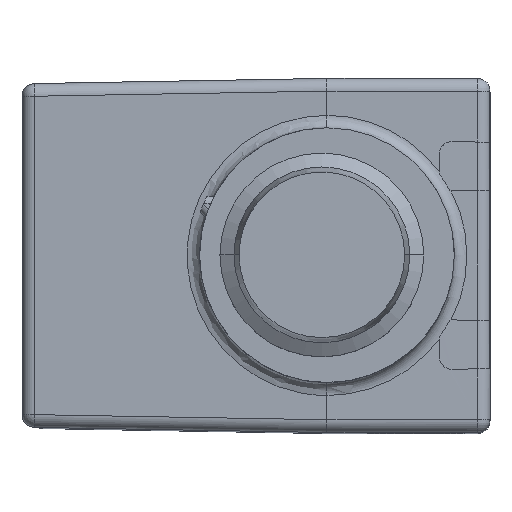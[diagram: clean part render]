
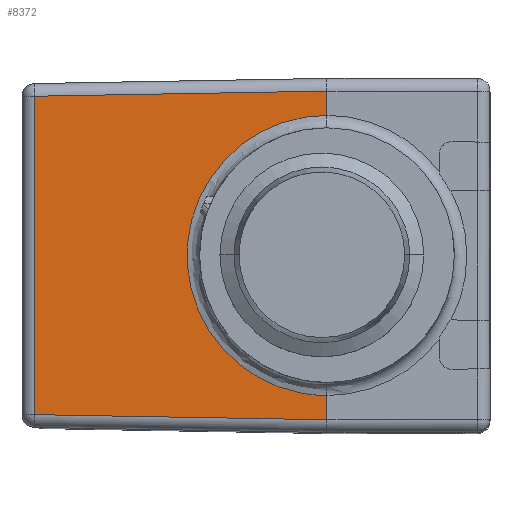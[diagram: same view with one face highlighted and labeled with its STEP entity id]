
A CAD part, top view. The second image highlights one B-rep face of the part: STEP entity #8372.
In plain terms, the highlighted planar face has unit normal (-0.018, 0, 1).
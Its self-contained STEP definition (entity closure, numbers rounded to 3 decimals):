
#2056=DIRECTION('',(0.,-1.,0.));
#2057=VECTOR('',#2056,12.499);
#2058=CARTESIAN_POINT('',(-14.98,6.25,22.2));
#2059=LINE('',#2058,#2057);
#2165=CARTESIAN_POINT('',(-3.5,5.5,22.4));
#2245=DIRECTION('',(0.,-1.,0.));
#2246=VECTOR('',#2245,0.95);
#2247=CARTESIAN_POINT('',(-3.5,-5.5,
22.4));
#2248=LINE('',#2247,#2246);
#2249=DIRECTION('',(-1.,0.017,-0.017));
#2250=VECTOR('',#2249,11.484);
#2251=CARTESIAN_POINT('',(-3.5,-6.45,
22.4));
#2252=LINE('',#2251,#2250);
#2253=DIRECTION('',(1.,0.017,0.017));
#2254=VECTOR('',#2253,11.484);
#2255=CARTESIAN_POINT('',(-14.98,6.25,22.2));
#2256=LINE('',#2255,#2254);
#2257=DIRECTION('',(0.,-1.,0.));
#2258=VECTOR('',#2257,0.95);
#2259=CARTESIAN_POINT('',(-3.5,6.45,22.4));
#2260=LINE('',#2259,#2258);
#2261=CARTESIAN_POINT('',(-3.5,5.5,22.4));
#2262=CARTESIAN_POINT('',(-3.822,5.499,22.394));
#2263=CARTESIAN_POINT('',(-4.456,5.443,22.383));
#2264=CARTESIAN_POINT('',(-5.388,5.193,22.367));
#2265=CARTESIAN_POINT('',(-6.262,4.783,22.352));
#2266=CARTESIAN_POINT('',(-7.043,4.236,22.338));
#2267=CARTESIAN_POINT('',(-7.728,3.552,22.326));
#2268=CARTESIAN_POINT('',(-8.282,2.759,22.317));
#2269=CARTESIAN_POINT('',(-8.689,1.883,22.309));
#2270=CARTESIAN_POINT('',(-8.936,0.952,
22.305));
#2271=CARTESIAN_POINT('',(-9.019,-0.006,
22.304));
#2272=CARTESIAN_POINT('',(-8.935,-0.962,
22.305));
#2273=CARTESIAN_POINT('',(-8.686,-1.889,
22.309));
#2274=CARTESIAN_POINT('',(-8.281,-2.759,
22.317));
#2275=CARTESIAN_POINT('',(-7.731,-3.548,
22.326));
#2276=CARTESIAN_POINT('',(-7.05,-4.23,
22.338));
#2277=CARTESIAN_POINT('',(-6.271,-4.778,
22.352));
#2278=CARTESIAN_POINT('',(-5.397,-5.19,
22.367));
#2279=CARTESIAN_POINT('',(-4.462,-5.442,
22.383));
#2280=CARTESIAN_POINT('',(-3.824,-5.499,
22.394));
#2281=CARTESIAN_POINT('',(-3.5,-5.5,
22.4));
#3447=CARTESIAN_POINT('',(-3.5,-5.5,
22.4));
#3449=VERTEX_POINT('',#3447);
#3451=VERTEX_POINT('',#2165);
#3470=CARTESIAN_POINT('',(-3.5,-6.45,
22.4));
#3471=VERTEX_POINT('',#3470);
#3478=CARTESIAN_POINT('',(-3.5,6.45,22.4));
#3479=VERTEX_POINT('',#3478);
#3489=CARTESIAN_POINT('',(-14.98,6.25,22.2));
#3490=VERTEX_POINT('',#3489);
#3493=CARTESIAN_POINT('',(-14.98,-6.25,
22.2));
#3494=VERTEX_POINT('',#3493);
#8357=CARTESIAN_POINT('',(-3.5,-7.326,22.4));
#8358=DIRECTION('',(-0.017,0.,1.));
#8359=DIRECTION('',(0.,-1.,0.));
#8360=AXIS2_PLACEMENT_3D('',#8357,#8358,#8359);
#8361=PLANE('',#8360);
#8362=ORIENTED_EDGE('',*,*,#8344,.T.);
#8363=ORIENTED_EDGE('',*,*,#7951,.T.);
#8364=ORIENTED_EDGE('',*,*,#8060,.F.);
#8365=ORIENTED_EDGE('',*,*,#8117,.T.);
#8367=ORIENTED_EDGE('',*,*,#8366,.T.);
#8369=ORIENTED_EDGE('',*,*,#8368,.T.);
#8370=EDGE_LOOP('',(#8362,#8363,#8364,#8365,#8367,#8369));
#8371=FACE_OUTER_BOUND('',#8370,.F.);
#8372=ADVANCED_FACE('',(#8371),#8361,.T.);
#2282=B_SPLINE_CURVE_WITH_KNOTS('',3,(#2261,#2262,#2263,#2264,#2265,#2266,#2267,
#2268,#2269,#2270,#2271,#2272,#2273,#2274,#2275,#2276,#2277,#2278,#2279,#2280,
#2281),.UNSPECIFIED.,.F.,.F.,(4,1,1,1,1,1,1,1,1,1,1,1,1,1,1,1,1,1,4),(0.,
0.056,0.111,0.167,0.222,
0.278,0.333,0.389,0.444,0.5,
0.556,0.611,0.667,0.722,
0.778,0.833,0.889,0.944,1.),
.UNSPECIFIED.);
#7951=EDGE_CURVE('',#3471,#3494,#2252,.T.);
#8060=EDGE_CURVE('',#3490,#3494,#2059,.T.);
#8117=EDGE_CURVE('',#3490,#3479,#2256,.T.);
#8344=EDGE_CURVE('',#3449,#3471,#2248,.T.);
#8366=EDGE_CURVE('',#3479,#3451,#2260,.T.);
#8368=EDGE_CURVE('',#3451,#3449,#2282,.T.);
